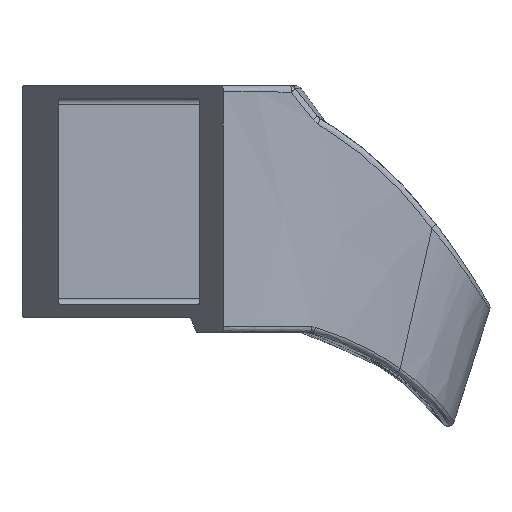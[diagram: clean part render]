
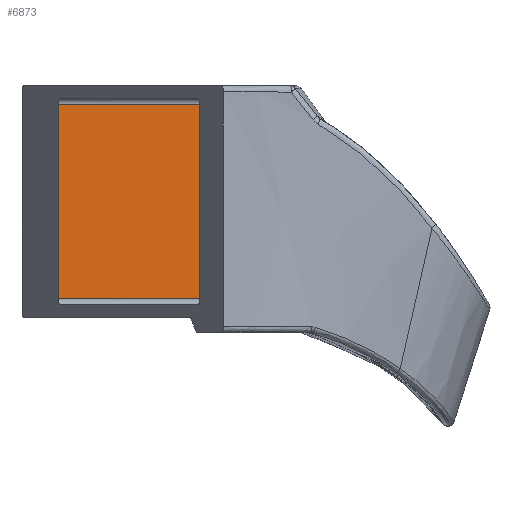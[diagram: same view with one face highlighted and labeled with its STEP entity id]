
A CAD part, left-side view. The second image highlights one B-rep face of the part: STEP entity #6873.
In plain terms, the highlighted planar face has unit normal (-1, 0, 0).
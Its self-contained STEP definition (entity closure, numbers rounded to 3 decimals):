
#111 = ORIENTED_EDGE ( 'NONE', *, *, #2788, .T. ) ;
#443 = VECTOR ( 'NONE', #4985, 1000. ) ;
#526 = AXIS2_PLACEMENT_3D ( 'NONE', #1283, #1983, #2601 ) ;
#665 = LINE ( 'NONE', #8045, #1018 ) ;
#1018 = VECTOR ( 'NONE', #2821, 1000. ) ;
#1283 = CARTESIAN_POINT ( 'NONE',  ( 41.634, -23.198, 85.513 ) ) ;
#1852 = CARTESIAN_POINT ( 'NONE',  ( 41.634, -23.413, 85.513 ) ) ;
#1983 = DIRECTION ( 'NONE',  ( 1., 0., 0. ) ) ;
#1994 = VERTEX_POINT ( 'NONE', #8582 ) ;
#2170 = B_SPLINE_CURVE_WITH_KNOTS ( 'NONE', 3,
 ( #2765, #8037, #8161, #3460 ),
 .UNSPECIFIED., .F., .F.,
 ( 4, 4 ),
 ( 0.08, 0.92 ),
 .UNSPECIFIED. ) ;
#2299 = CARTESIAN_POINT ( 'NONE',  ( 41.634, -32.775, 99.313 ) ) ;
#2601 = DIRECTION ( 'NONE',  ( 0., 0., -1. ) ) ;
#2765 = CARTESIAN_POINT ( 'NONE',  ( 41.634, -32.775, 86.713 ) ) ;
#2775 = VECTOR ( 'NONE', #8519, 1000. ) ;
#2788 = EDGE_CURVE ( 'NONE', #3712, #1994, #6421, .T. ) ;
#2821 = DIRECTION ( 'NONE',  ( 0., -1., 0. ) ) ;
#3014 = EDGE_CURVE ( 'NONE', #4587, #6003, #665, .T. ) ;
#3460 = CARTESIAN_POINT ( 'NONE',  ( 41.634, -32.775, 99.313 ) ) ;
#3712 = VERTEX_POINT ( 'NONE', #2299 ) ;
#3822 = LINE ( 'NONE', #1852, #2775 ) ;
#4028 = ORIENTED_EDGE ( 'NONE', *, *, #4946, .T. ) ;
#4046 = PLANE ( 'NONE',  #526 ) ;
#4587 = VERTEX_POINT ( 'NONE', #7392 ) ;
#4946 = EDGE_CURVE ( 'NONE', #6003, #3712, #2170, .T. ) ;
#4985 = DIRECTION ( 'NONE',  ( 0., 1., 0. ) ) ;
#6003 = VERTEX_POINT ( 'NONE', #6181 ) ;
#6181 = CARTESIAN_POINT ( 'NONE',  ( 41.634, -32.775, 86.713 ) ) ;
#6309 = EDGE_LOOP ( 'NONE', ( #7531, #6455, #4028, #111 ) ) ;
#6383 = EDGE_CURVE ( 'NONE', #4587, #1994, #3822, .T. ) ;
#6421 = LINE ( 'NONE', #7036, #443 ) ;
#6455 = ORIENTED_EDGE ( 'NONE', *, *, #3014, .T. ) ;
#6721 = FACE_OUTER_BOUND ( 'NONE', #6309, .T. ) ;
#6873 = ADVANCED_FACE ( 'NONE', ( #6721 ), #4046, .F. ) ;
#7036 = CARTESIAN_POINT ( 'NONE',  ( 41.634, -23.198, 99.313 ) ) ;
#7392 = CARTESIAN_POINT ( 'NONE',  ( 41.634, -23.413, 86.713 ) ) ;
#7531 = ORIENTED_EDGE ( 'NONE', *, *, #6383, .F. ) ;
#8037 = CARTESIAN_POINT ( 'NONE',  ( 41.634, -32.775, 90.913 ) ) ;
#8045 = CARTESIAN_POINT ( 'NONE',  ( 41.634, -32.775, 86.713 ) ) ;
#8161 = CARTESIAN_POINT ( 'NONE',  ( 41.634, -32.775, 95.113 ) ) ;
#8519 = DIRECTION ( 'NONE',  ( 0., 0., 1. ) ) ;
#8582 = CARTESIAN_POINT ( 'NONE',  ( 41.634, -23.413, 99.313 ) ) ;
